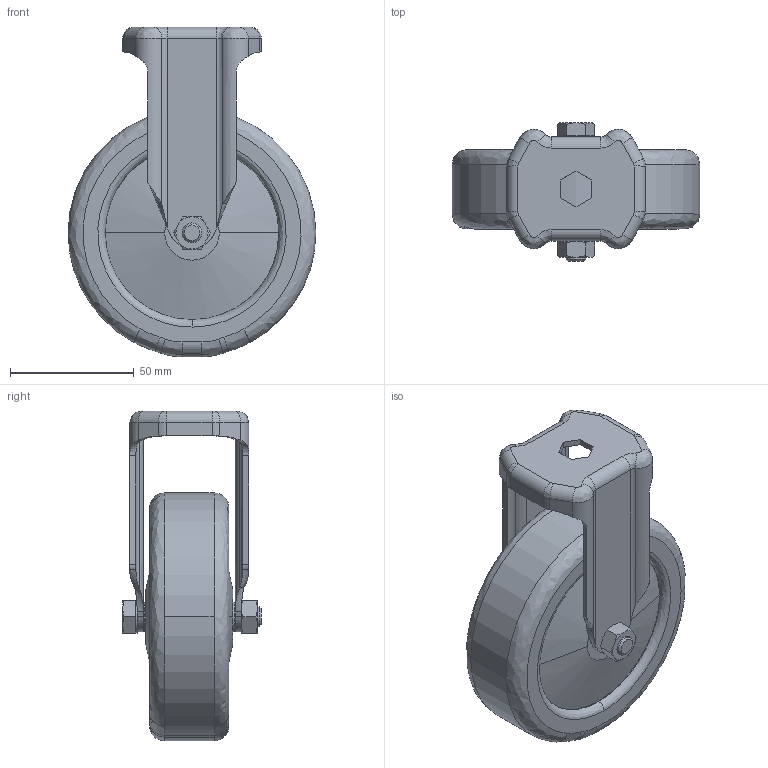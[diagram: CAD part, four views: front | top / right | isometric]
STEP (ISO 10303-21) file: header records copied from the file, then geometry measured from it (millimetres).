
FILE_DESCRIPTION (( 'STEP AP214' ), '1' );
FILE_NAME ('7420036', '2019-02-04T12:26:11', ( '' ), ('JUGARD+KÜNSTNER GmbH'), 'SwSTEP 2.0', 'SolidWorks 2017', '' );
FILE_SCHEMA (( 'AUTOMOTIVE_DESIGN' ));
Length unit declared in the file: millimetre
Products named in the file (1): 7420036_CNAJF00
Bounding box: 100 x 55.8 x 133 mm (x, y, z)
Volume: 261280.6 mm3; surface area: 43689.9 mm2
Topology: 1 solids, 1 shells, 230 faces, 536 edges, 313 vertices
Faces by surface type: bspline 72, cylinder 65, plane 62, cone 31
Entity records: 11463 total; most frequent: CARTESIAN_POINT 4130, ORIENTED_EDGE 1072, DIRECTION 883, EDGE_CURVE 536, AXIS2_PLACEMENT_3D 336, VERTEX_POINT 313, EDGE_LOOP 239, UNCERTAINTY_MEASURE_WITH_UNIT 233
